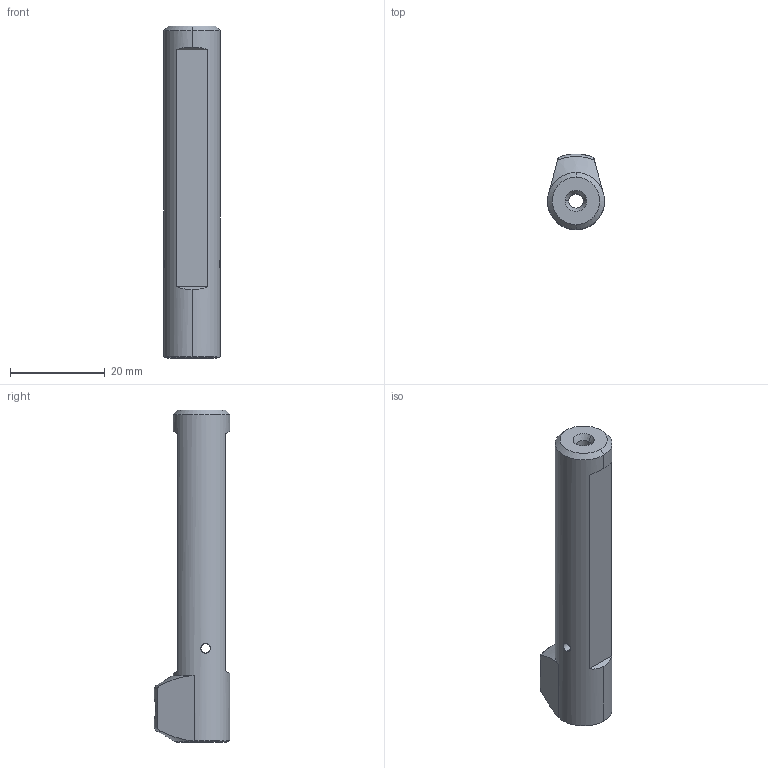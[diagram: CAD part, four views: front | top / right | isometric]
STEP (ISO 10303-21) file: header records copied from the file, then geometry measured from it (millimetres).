
FILE_DESCRIPTION(/* description */ (''),/* implementation_level */ '2;1');
FILE_NAME(/* name */ '1503306522468.stp',/* time_stamp */ '2017-08-21T11:08:48+02:00',/* author */ (''),/* organization */ ('SMS'),/* preprocessor_version */ 'ST-DEVELOPER v15',/* originating_system */ 'SIEMENS PLM Software NX 8.5',/* authorisation */ '');
FILE_SCHEMA (('AUTOMOTIVE_DESIGN { 1 0 10303 214 3 1 1 1 }'));
Length unit declared in the file: millimetre
Products named in the file (1): CXS-A12-05_step
Bounding box: 12 x 16 x 70 mm (x, y, z)
Volume: 6591.2 mm3; surface area: 4102.4 mm2
Topology: 1 solids, 1 shells, 57 faces, 159 edges, 95 vertices
Faces by surface type: cylinder 28, cone 15, plane 10, torus 4
Entity records: 2286 total; most frequent: CARTESIAN_POINT 888, ORIENTED_EDGE 306, DIRECTION 267, EDGE_CURVE 153, AXIS2_PLACEMENT_3D 106, VERTEX_POINT 95, EDGE_LOOP 62, ADVANCED_FACE 57
